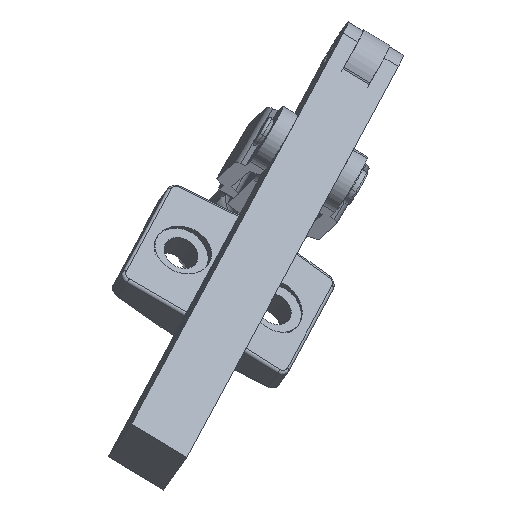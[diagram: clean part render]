
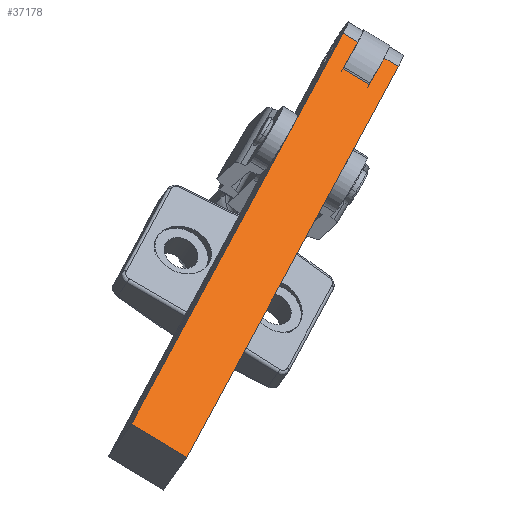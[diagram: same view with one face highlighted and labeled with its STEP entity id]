
A CAD part, isometric view. The second image highlights one B-rep face of the part: STEP entity #37178.
In plain terms, the highlighted face is planar.
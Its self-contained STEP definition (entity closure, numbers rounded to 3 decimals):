
#30 = EDGE_CURVE ( 'NONE', #6229, #29990, #3584, .T. ) ;
#1031 = ORIENTED_EDGE ( 'NONE', *, *, #30, .F. ) ;
#1653 = LINE ( 'NONE', #1913, #8554 ) ;
#1913 = CARTESIAN_POINT ( 'NONE',  ( 233.209, 190.991, 19. ) ) ;
#2357 = DIRECTION ( 'NONE',  ( -1., 0., 0. ) ) ;
#3584 = LINE ( 'NONE', #32498, #10466 ) ;
#4190 = VECTOR ( 'NONE', #24334, 1000. ) ;
#4533 = VERTEX_POINT ( 'NONE', #13150 ) ;
#5094 = VERTEX_POINT ( 'NONE', #32366 ) ;
#6229 = VERTEX_POINT ( 'NONE', #22074 ) ;
#6695 = EDGE_CURVE ( 'NONE', #5094, #6229, #22578, .T. ) ;
#6799 = CARTESIAN_POINT ( 'NONE',  ( 67.509, 190.991, 19. ) ) ;
#6983 = LINE ( 'NONE', #14406, #14754 ) ;
#7377 = EDGE_CURVE ( 'NONE', #18340, #11053, #6983, .T. ) ;
#8456 = ORIENTED_EDGE ( 'NONE', *, *, #7377, .F. ) ;
#8554 = VECTOR ( 'NONE', #22373, 1000. ) ;
#8580 = CARTESIAN_POINT ( 'NONE',  ( 0., 190.991, 14. ) ) ;
#8644 = VERTEX_POINT ( 'NONE', #21259 ) ;
#8677 = CARTESIAN_POINT ( 'NONE',  ( 67.509, 190.991, 0. ) ) ;
#9279 = ORIENTED_EDGE ( 'NONE', *, *, #23450, .T. ) ;
#9404 = VERTEX_POINT ( 'NONE', #35158 ) ;
#9635 = PLANE ( 'NONE',  #24295 ) ;
#10466 = VECTOR ( 'NONE', #20149, 1000. ) ;
#11053 = VERTEX_POINT ( 'NONE', #36194 ) ;
#11134 = DIRECTION ( 'NONE',  ( 0., 0., -1. ) ) ;
#13150 = CARTESIAN_POINT ( 'NONE',  ( 233.209, 190.991, 14. ) ) ;
#14406 = CARTESIAN_POINT ( 'NONE',  ( 67.509, 190.991, 19. ) ) ;
#14702 = CARTESIAN_POINT ( 'NONE',  ( 221.809, 190.991, 14. ) ) ;
#14754 = VECTOR ( 'NONE', #31797, 1000. ) ;
#15698 = VECTOR ( 'NONE', #2357, 1000. ) ;
#16991 = CARTESIAN_POINT ( 'NONE',  ( 233.209, 190.991, 19. ) ) ;
#17352 = DIRECTION ( 'NONE',  ( 1., 0., 0. ) ) ;
#17883 = ORIENTED_EDGE ( 'NONE', *, *, #28885, .T. ) ;
#18340 = VERTEX_POINT ( 'NONE', #30591 ) ;
#18366 = ORIENTED_EDGE ( 'NONE', *, *, #37791, .F. ) ;
#18414 = ORIENTED_EDGE ( 'NONE', *, *, #36581, .F. ) ;
#18428 = DIRECTION ( 'NONE',  ( 0., 0., -1. ) ) ;
#19210 = VECTOR ( 'NONE', #11134, 1000. ) ;
#19678 = LINE ( 'NONE', #8677, #20600 ) ;
#19848 = CARTESIAN_POINT ( 'NONE',  ( 0., 190.991, 5. ) ) ;
#20149 = DIRECTION ( 'NONE',  ( 0., 0., 1. ) ) ;
#20600 = VECTOR ( 'NONE', #29250, 1000. ) ;
#21200 = ORIENTED_EDGE ( 'NONE', *, *, #6695, .F. ) ;
#21248 = CARTESIAN_POINT ( 'NONE',  ( 67.509, 190.991, 19. ) ) ;
#21259 = CARTESIAN_POINT ( 'NONE',  ( 233.209, 190.991, 0. ) ) ;
#22074 = CARTESIAN_POINT ( 'NONE',  ( 221.809, 190.991, 5. ) ) ;
#22373 = DIRECTION ( 'NONE',  ( 0., 0., -1. ) ) ;
#22578 = LINE ( 'NONE', #19848, #15698 ) ;
#23450 = EDGE_CURVE ( 'NONE', #8644, #9404, #19678, .T. ) ;
#23925 = VECTOR ( 'NONE', #17352, 1000. ) ;
#24295 = AXIS2_PLACEMENT_3D ( 'NONE', #21248, #36149, #18428 ) ;
#24334 = DIRECTION ( 'NONE',  ( 0., 0., -1. ) ) ;
#26701 = LINE ( 'NONE', #6799, #4190 ) ;
#27084 = EDGE_CURVE ( 'NONE', #18340, #4533, #1653, .T. ) ;
#27119 = LINE ( 'NONE', #16991, #19210 ) ;
#27138 = EDGE_LOOP ( 'NONE', ( #1031, #21200, #17883, #9279, #18366, #8456, #29293, #18414 ) ) ;
#28885 = EDGE_CURVE ( 'NONE', #5094, #8644, #27119, .T. ) ;
#29250 = DIRECTION ( 'NONE',  ( -1., 0., 0. ) ) ;
#29293 = ORIENTED_EDGE ( 'NONE', *, *, #27084, .T. ) ;
#29990 = VERTEX_POINT ( 'NONE', #14702 ) ;
#30591 = CARTESIAN_POINT ( 'NONE',  ( 233.209, 190.991, 19. ) ) ;
#31797 = DIRECTION ( 'NONE',  ( -1., 0., 0. ) ) ;
#31803 = LINE ( 'NONE', #8580, #23925 ) ;
#32366 = CARTESIAN_POINT ( 'NONE',  ( 233.209, 190.991, 5. ) ) ;
#32498 = CARTESIAN_POINT ( 'NONE',  ( 221.809, 190.991, 0. ) ) ;
#33586 = FACE_OUTER_BOUND ( 'NONE', #27138, .T. ) ;
#35158 = CARTESIAN_POINT ( 'NONE',  ( 67.509, 190.991, 0. ) ) ;
#36149 = DIRECTION ( 'NONE',  ( 0., -1., 0. ) ) ;
#36194 = CARTESIAN_POINT ( 'NONE',  ( 67.509, 190.991, 19. ) ) ;
#36581 = EDGE_CURVE ( 'NONE', #29990, #4533, #31803, .T. ) ;
#37178 = ADVANCED_FACE ( 'NONE', ( #33586 ), #9635, .F. ) ;
#37791 = EDGE_CURVE ( 'NONE', #11053, #9404, #26701, .T. ) ;
